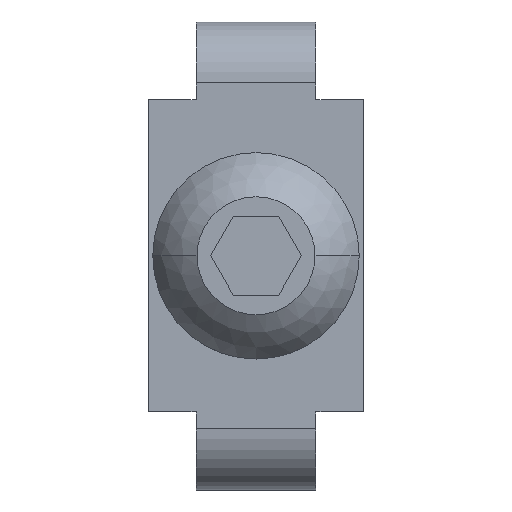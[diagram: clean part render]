
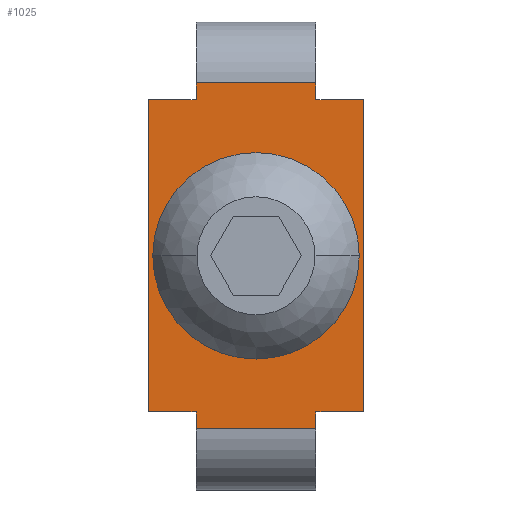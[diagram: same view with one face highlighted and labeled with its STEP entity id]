
A CAD part, top view. The second image highlights one B-rep face of the part: STEP entity #1025.
In plain terms, the highlighted planar face has unit normal (0, 0, 1).
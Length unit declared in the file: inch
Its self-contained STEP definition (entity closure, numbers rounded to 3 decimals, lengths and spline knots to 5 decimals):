
#76=CARTESIAN_POINT('',(0.,-0.12802,0.05998));
#77=VERTEX_POINT('',#76);
#86=CARTESIAN_POINT('',(0.,0.12891,0.05998));
#87=VERTEX_POINT('',#86);
#88=CARTESIAN_POINT('',(0.,0.00044,0.05998));
#89=DIRECTION('',(0.0,0.0,-1.0));
#90=DIRECTION('',(0.0,-1.0,0.0));
#91=AXIS2_PLACEMENT_3D('',#88,#89,#90);
#92=CIRCLE('',#91,0.12847);
#93=EDGE_CURVE('',#87,#77,#92,.T.);
#127=CARTESIAN_POINT('',(0.,0.00044,0.05998));
#128=DIRECTION('',(0.0,0.0,-1.0));
#129=DIRECTION('',(0.0,-1.0,0.0));
#130=AXIS2_PLACEMENT_3D('',#127,#128,#129);
#131=CIRCLE('',#130,0.12847);
#132=EDGE_CURVE('',#77,#87,#131,.T.);
#142=CARTESIAN_POINT('',(0.11997,-0.31198,0.05998));
#143=VERTEX_POINT('',#142);
#160=CARTESIAN_POINT('',(0.21544,-0.31198,0.05998));
#161=VERTEX_POINT('',#160);
#168=CARTESIAN_POINT('',(0.21544,-0.31198,0.05998));
#169=DIRECTION('',(-1.0,0.0,0.0));
#170=VECTOR('',#169,0.09548);
#171=LINE('',#168,#170);
#172=EDGE_CURVE('',#161,#143,#171,.T.);
#184=CARTESIAN_POINT('',(-0.11997,-0.31198,0.05998));
#185=VERTEX_POINT('',#184);
#192=CARTESIAN_POINT('',(-0.21544,-0.31198,0.05998));
#193=VERTEX_POINT('',#192);
#194=CARTESIAN_POINT('',(-0.11997,-0.31198,0.05998));
#195=DIRECTION('',(-1.0,0.0,0.0));
#196=VECTOR('',#195,0.09548);
#197=LINE('',#194,#196);
#198=EDGE_CURVE('',#185,#193,#197,.T.);
#224=CARTESIAN_POINT('',(-0.11997,0.31286,0.05998));
#225=VERTEX_POINT('',#224);
#240=CARTESIAN_POINT('',(-0.21544,0.31286,0.05998));
#241=VERTEX_POINT('',#240);
#248=CARTESIAN_POINT('',(-0.11997,0.31286,0.05998));
#249=DIRECTION('',(-1.0,0.0,0.0));
#250=VECTOR('',#249,0.09548);
#251=LINE('',#248,#250);
#252=EDGE_CURVE('',#225,#241,#251,.T.);
#262=CARTESIAN_POINT('',(0.11997,0.31286,0.05998));
#263=VERTEX_POINT('',#262);
#272=CARTESIAN_POINT('',(0.21544,0.31286,0.05998));
#273=VERTEX_POINT('',#272);
#274=CARTESIAN_POINT('',(0.21544,0.31286,0.05998));
#275=DIRECTION('',(-1.0,0.0,0.0));
#276=VECTOR('',#275,0.09548);
#277=LINE('',#274,#276);
#278=EDGE_CURVE('',#273,#263,#277,.T.);
#302=CARTESIAN_POINT('',(0.21544,0.31286,0.05998));
#303=DIRECTION('',(0.0,-1.0,0.0));
#304=VECTOR('',#303,0.62484);
#305=LINE('',#302,#304);
#306=EDGE_CURVE('',#273,#161,#305,.T.);
#325=CARTESIAN_POINT('',(-0.21544,0.31286,0.05998));
#326=DIRECTION('',(0.0,-1.0,0.0));
#327=VECTOR('',#326,0.62484);
#328=LINE('',#325,#327);
#329=EDGE_CURVE('',#241,#193,#328,.T.);
#577=CARTESIAN_POINT('',(-0.11997,0.34686,0.05998));
#578=VERTEX_POINT('',#577);
#588=CARTESIAN_POINT('',(0.11997,0.34686,0.05998));
#589=VERTEX_POINT('',#588);
#590=CARTESIAN_POINT('',(0.11997,0.34686,0.05998));
#591=DIRECTION('',(-1.0,0.0,0.0));
#592=VECTOR('',#591,0.23994);
#593=LINE('',#590,#592);
#594=EDGE_CURVE('',#589,#578,#593,.T.);
#730=CARTESIAN_POINT('',(0.11997,0.34686,0.05998));
#731=DIRECTION('',(0.0,-1.0,0.0));
#732=VECTOR('',#731,0.03399);
#733=LINE('',#730,#732);
#734=EDGE_CURVE('',#589,#263,#733,.T.);
#768=CARTESIAN_POINT('',(-0.11997,0.31286,0.05998));
#769=DIRECTION('',(0.0,1.0,0.0));
#770=VECTOR('',#769,0.03399);
#771=LINE('',#768,#770);
#772=EDGE_CURVE('',#225,#578,#771,.T.);
#983=CARTESIAN_POINT('',(0.11997,-0.31198,0.05998));
#984=DIRECTION('',(0.0,0.0,1.0));
#985=DIRECTION('',(0.0,-1.0,0.0));
#986=AXIS2_PLACEMENT_3D('',#983,#984,#985);
#987=PLANE('',#986);
#988=CARTESIAN_POINT('',(-0.11997,-0.34597,0.05998));
#989=VERTEX_POINT('',#988);
#990=CARTESIAN_POINT('',(-0.11997,-0.31198,0.05998));
#991=DIRECTION('',(0.0,-1.0,0.0));
#992=VECTOR('',#991,0.03399);
#993=LINE('',#990,#992);
#994=EDGE_CURVE('',#185,#989,#993,.T.);
#995=ORIENTED_EDGE('',*,*,#994,.T.);
#996=CARTESIAN_POINT('',(0.11997,-0.34597,0.05998));
#997=VERTEX_POINT('',#996);
#998=CARTESIAN_POINT('',(0.11997,-0.34597,0.05998));
#999=DIRECTION('',(-1.0,0.0,0.0));
#1000=VECTOR('',#999,0.23994);
#1001=LINE('',#998,#1000);
#1002=EDGE_CURVE('',#997,#989,#1001,.T.);
#1003=ORIENTED_EDGE('',*,*,#1002,.F.);
#1004=CARTESIAN_POINT('',(0.11997,-0.34597,0.05998));
#1005=DIRECTION('',(0.0,1.0,0.0));
#1006=VECTOR('',#1005,0.03399);
#1007=LINE('',#1004,#1006);
#1008=EDGE_CURVE('',#997,#143,#1007,.T.);
#1009=ORIENTED_EDGE('',*,*,#1008,.T.);
#1010=ORIENTED_EDGE('',*,*,#172,.F.);
#1011=ORIENTED_EDGE('',*,*,#306,.F.);
#1012=ORIENTED_EDGE('',*,*,#278,.T.);
#1013=ORIENTED_EDGE('',*,*,#734,.F.);
#1014=ORIENTED_EDGE('',*,*,#594,.T.);
#1015=ORIENTED_EDGE('',*,*,#772,.F.);
#1016=ORIENTED_EDGE('',*,*,#252,.T.);
#1017=ORIENTED_EDGE('',*,*,#329,.T.);
#1018=ORIENTED_EDGE('',*,*,#198,.F.);
#1019=EDGE_LOOP('',(#995,#1003,#1009,#1010,#1011,#1012,#1013,#1014,#1015,#1016,#1017,#1018));
#1020=FACE_OUTER_BOUND('',#1019,.T.);
#1021=ORIENTED_EDGE('',*,*,#132,.T.);
#1022=ORIENTED_EDGE('',*,*,#93,.T.);
#1023=EDGE_LOOP('',(#1021,#1022));
#1024=FACE_BOUND('',#1023,.T.);
#1025=ADVANCED_FACE('',(#1020,#1024),#987,.T.);
